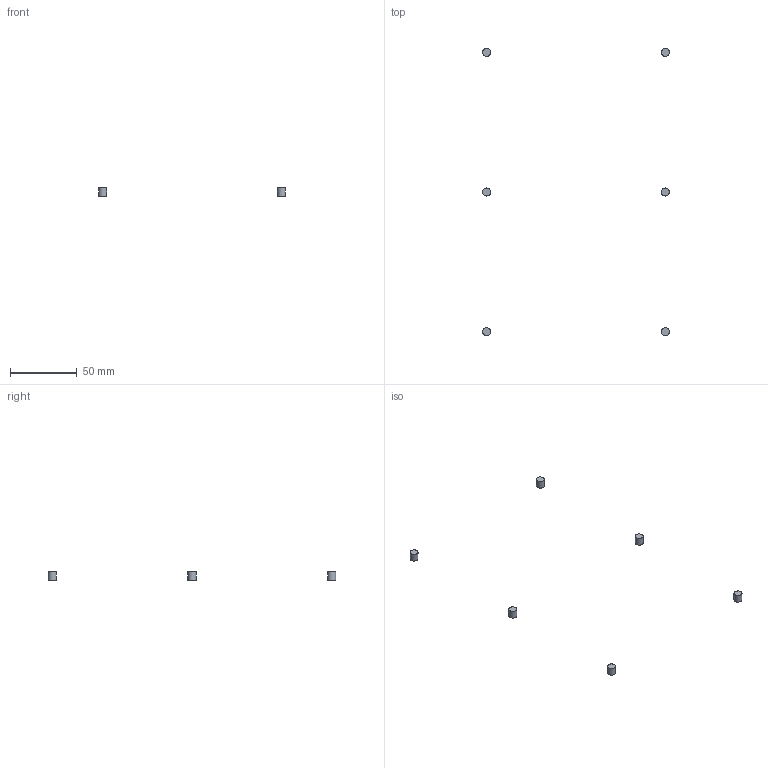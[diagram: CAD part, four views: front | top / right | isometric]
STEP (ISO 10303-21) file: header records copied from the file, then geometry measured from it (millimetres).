
FILE_DESCRIPTION(/* description */ (''),/* implementation_level */ '2;1');
FILE_NAME(/* name */ 'MF-06 spacer_6mm',/* time_stamp */ '2025-01-14T18:51:56-08:00',/* author */ (''),/* organization */ (''),/* preprocessor_version */ 'ST-DEVELOPER v16.5',/* originating_system */ 'Rhino 7.37',/* authorisation */ '');
FILE_SCHEMA (('CONFIG_CONTROL_DESIGN'));
Length unit declared in the file: millimetre
Products named in the file (1): Document
Bounding box: 140 x 215.4 x 6 mm (x, y, z)
Volume: 1018.6 mm3; surface area: 1018.6 mm2
Topology: 6 solids, 6 shells, 18 faces, 18 edges, 12 vertices
Faces by surface type: plane 12, cylinder 6
Full cylindrical faces by diameter (mm): 6 x6
Entity records: 428 total; most frequent: CARTESIAN_POINT 152, ORIENTED_EDGE 36, DIRECTION 22, AXIS2_PLACEMENT_3D 20, ADVANCED_FACE 18, FACE_OUTER_BOUND 18, EDGE_LOOP 18, EDGE_CURVE 18
